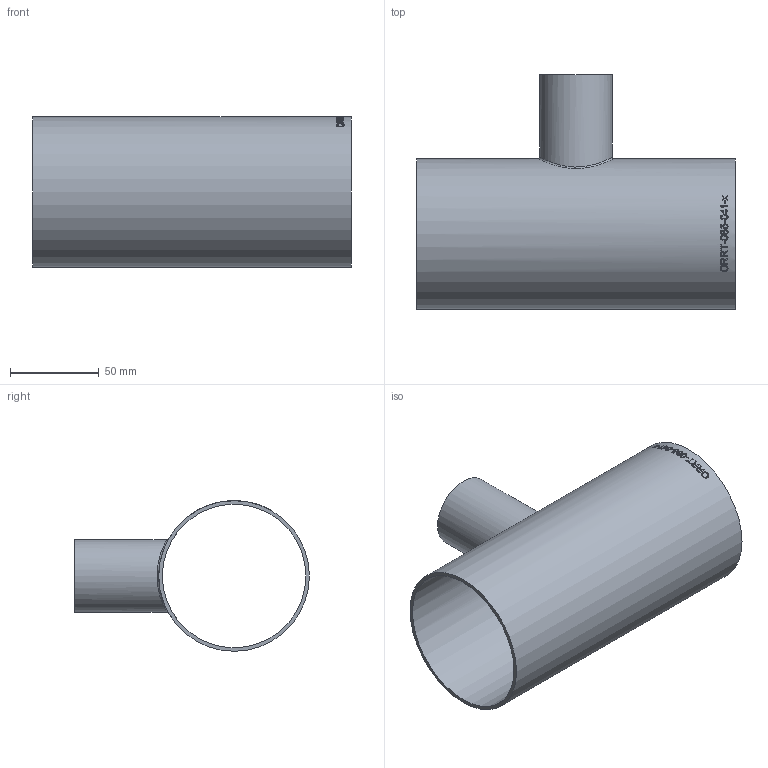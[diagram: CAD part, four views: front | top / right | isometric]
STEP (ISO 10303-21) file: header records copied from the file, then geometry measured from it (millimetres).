
FILE_DESCRIPTION (( 'STEP AP214' ), '1' );
FILE_NAME ('ORRT-085-041-x T-Stück reduziert 2004.STEP', '2020-04-07T11:33:35', ( '' ), ( '' ), 'SwSTEP 2.0', 'SolidWorks 2019', '' );
FILE_SCHEMA (( 'AUTOMOTIVE_DESIGN' ));
Length unit declared in the file: millimetre
Products named in the file (1): ORRT-085-041-x T-Stück reduziert 2004
Bounding box: 180 x 132.5 x 85 mm (x, y, z)
Volume: 100772.2 mm3; surface area: 105151.1 mm2
Topology: 1 solids, 1 shells, 186 faces, 484 edges, 322 vertices
Faces by surface type: bspline 94, plane 65, cylinder 27
Full cylindrical faces by diameter (mm): 38 x1, 41 x1, 81 x1, 85 x1
Entity records: 22077 total; most frequent: CARTESIAN_POINT 16473, ORIENTED_EDGE 944, EDGE_CURVE 472, DIRECTION 439, VERTEX_POINT 318, B_SPLINE_CURVE_WITH_KNOTS 295, EDGE_LOOP 218, FACE_OUTER_BOUND 191
